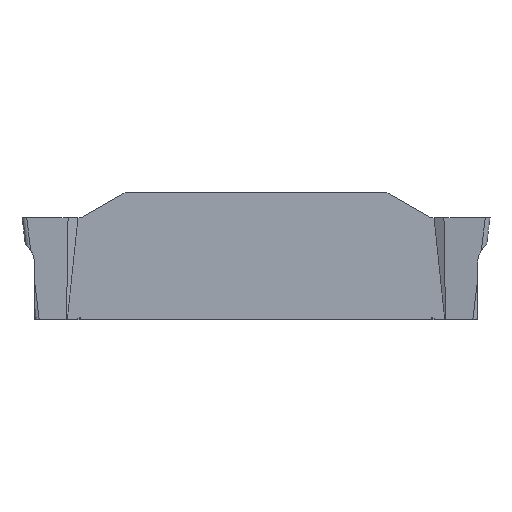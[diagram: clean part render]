
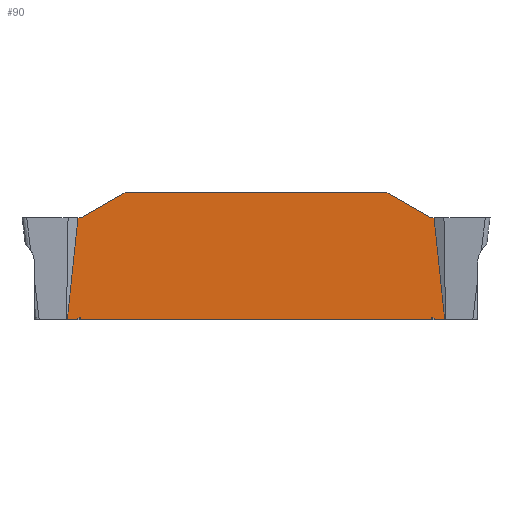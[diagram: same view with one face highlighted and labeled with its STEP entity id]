
A CAD part, left-side view. The second image highlights one B-rep face of the part: STEP entity #90.
In plain terms, the highlighted planar face has unit normal (-1, 0, 0).
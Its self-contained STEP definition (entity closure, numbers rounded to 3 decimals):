
#55=CIRCLE('',#827,0.25);
#56=CIRCLE('',#828,0.25);
#63=B_SPLINE_CURVE_WITH_KNOTS('',3,(#1219,#1220,#1221,#1222,#1223,#1224,
#1225,#1226,#1227,#1228,#1229,#1230,#1231,#1232,#1233,#1234,#1235,#1236,
#1237,#1238,#1239,#1240),.UNSPECIFIED.,.F.,.F.,(4,3,3,3,3,3,3,4),(0.,0.052,
0.105,0.152,0.212,0.322,
0.701,1.),.UNSPECIFIED.);
#64=B_SPLINE_CURVE_WITH_KNOTS('',3,(#1241,#1242,#1243,#1244,#1245,#1246,
#1247,#1248,#1249,#1250,#1251,#1252,#1253,#1254,#1255,#1256,#1257,#1258,
#1259,#1260,#1261,#1262,#1263,#1264,#1265,#1266,#1267,#1268),
 .UNSPECIFIED.,.F.,.F.,(4,3,3,3,3,3,3,3,3,4),(0.,0.305,0.497,
0.681,0.765,0.834,0.88,
0.927,0.983,1.),.UNSPECIFIED.);
#90=ADVANCED_FACE('SIDE_IB_1_SU5',(#154),#130,.F.);
#130=PLANE('',#829);
#154=FACE_OUTER_BOUND('',#194,.T.);
#194=EDGE_LOOP('',(#403,#404,#405,#406,#407,#408,#409,#410,#411,#412,#413,
#414,#415,#416,#417,#418));
#239=LINE('',#1061,#305);
#241=LINE('',#1069,#307);
#243=LINE('',#1077,#309);
#257=LINE('',#1217,#323);
#258=LINE('',#1270,#324);
#259=LINE('',#1271,#325);
#260=LINE('',#1273,#326);
#261=LINE('',#1277,#327);
#262=LINE('',#1279,#328);
#263=LINE('',#1281,#329);
#264=LINE('',#1285,#330);
#265=LINE('',#1287,#331);
#305=VECTOR('',#874,1.);
#307=VECTOR('',#876,1.);
#309=VECTOR('',#878,1.);
#323=VECTOR('',#898,1.);
#324=VECTOR('',#899,1.);
#325=VECTOR('',#900,1.);
#326=VECTOR('',#901,1.);
#327=VECTOR('',#904,1.);
#328=VECTOR('',#905,1.);
#329=VECTOR('',#906,1.);
#330=VECTOR('',#909,1.);
#331=VECTOR('',#910,1.);
#403=ORIENTED_EDGE('',*,*,#705,.T.);
#404=ORIENTED_EDGE('',*,*,#706,.T.);
#405=ORIENTED_EDGE('',*,*,#682,.F.);
#406=ORIENTED_EDGE('',*,*,#707,.T.);
#407=ORIENTED_EDGE('',*,*,#708,.T.);
#408=ORIENTED_EDGE('',*,*,#679,.F.);
#409=ORIENTED_EDGE('',*,*,#709,.T.);
#410=ORIENTED_EDGE('',*,*,#710,.F.);
#411=ORIENTED_EDGE('',*,*,#711,.F.);
#412=ORIENTED_EDGE('',*,*,#712,.F.);
#413=ORIENTED_EDGE('',*,*,#713,.F.);
#414=ORIENTED_EDGE('',*,*,#714,.F.);
#415=ORIENTED_EDGE('',*,*,#715,.F.);
#416=ORIENTED_EDGE('',*,*,#716,.F.);
#417=ORIENTED_EDGE('',*,*,#717,.T.);
#418=ORIENTED_EDGE('',*,*,#685,.F.);
#603=VERTEX_POINT('',#1060);
#604=VERTEX_POINT('',#1062);
#606=VERTEX_POINT('',#1068);
#607=VERTEX_POINT('',#1070);
#609=VERTEX_POINT('',#1076);
#610=VERTEX_POINT('',#1078);
#627=VERTEX_POINT('',#1218);
#628=VERTEX_POINT('',#1269);
#629=VERTEX_POINT('',#1272);
#630=VERTEX_POINT('',#1274);
#631=VERTEX_POINT('',#1276);
#632=VERTEX_POINT('',#1278);
#633=VERTEX_POINT('',#1280);
#634=VERTEX_POINT('',#1282);
#635=VERTEX_POINT('',#1284);
#636=VERTEX_POINT('',#1286);
#679=EDGE_CURVE('',#603,#604,#239,.T.);
#682=EDGE_CURVE('',#606,#607,#241,.T.);
#685=EDGE_CURVE('',#609,#610,#243,.T.);
#705=EDGE_CURVE('',#609,#627,#257,.T.);
#706=EDGE_CURVE('',#627,#607,#63,.T.);
#707=EDGE_CURVE('',#606,#628,#64,.T.);
#708=EDGE_CURVE('',#628,#604,#258,.T.);
#709=EDGE_CURVE('',#603,#629,#259,.T.);
#710=EDGE_CURVE('',#630,#629,#260,.T.);
#711=EDGE_CURVE('',#631,#630,#55,.T.);
#712=EDGE_CURVE('',#632,#631,#261,.T.);
#713=EDGE_CURVE('',#633,#632,#262,.T.);
#714=EDGE_CURVE('',#634,#633,#263,.T.);
#715=EDGE_CURVE('',#635,#634,#56,.T.);
#716=EDGE_CURVE('',#636,#635,#264,.T.);
#717=EDGE_CURVE('',#636,#610,#265,.T.);
#827=AXIS2_PLACEMENT_3D('',#1275,#902,#903);
#828=AXIS2_PLACEMENT_3D('',#1283,#907,#908);
#829=AXIS2_PLACEMENT_3D('',#1288,#911,#912);
#874=DIRECTION('',(0.,1.,0.));
#876=DIRECTION('',(0.,1.,0.));
#878=DIRECTION('',(0.,1.,0.));
#898=DIRECTION('',(0.,-0.769,0.64));
#899=DIRECTION('',(0.,-0.769,-0.64));
#900=DIRECTION('',(0.,0.104,0.995));
#901=DIRECTION('',(0.,-1.,0.));
#902=DIRECTION('',(-1.,0.,0.));
#903=DIRECTION('',(0.,0.,-1.));
#904=DIRECTION('',(0.,-0.866,-0.5));
#905=DIRECTION('',(0.,-1.,0.));
#906=DIRECTION('',(0.,-0.866,0.5));
#907=DIRECTION('',(-1.,0.,0.));
#908=DIRECTION('',(0.,0.,-1.));
#909=DIRECTION('',(0.,-1.,0.));
#910=DIRECTION('',(0.,0.104,-0.995));
#911=DIRECTION('',(1.,0.,0.));
#912=DIRECTION('',(0.,0.,-1.));
#1060=CARTESIAN_POINT('',(-1.,-8.392,-4.54));
#1061=CARTESIAN_POINT('',(-1.,0.,-4.54));
#1062=CARTESIAN_POINT('',(-1.,-7.983,-4.54));
#1068=CARTESIAN_POINT('',(-1.,-7.78,-4.54));
#1069=CARTESIAN_POINT('',(-1.,0.,-4.54));
#1070=CARTESIAN_POINT('',(-1.,7.78,-4.54));
#1076=CARTESIAN_POINT('',(-1.,7.983,-4.54));
#1077=CARTESIAN_POINT('',(-1.,0.,-4.54));
#1078=CARTESIAN_POINT('',(-1.,8.392,-4.54));
#1217=CARTESIAN_POINT('',(-1.,1.035,1.243));
#1218=CARTESIAN_POINT('',(-1.,7.862,-4.44));
#1219=CARTESIAN_POINT('',(-1.,7.862,-4.44));
#1220=CARTESIAN_POINT('',(-1.,7.86,-4.438));
#1221=CARTESIAN_POINT('',(-1.,7.858,-4.437));
#1222=CARTESIAN_POINT('',(-1.,7.856,-4.436));
#1223=CARTESIAN_POINT('',(-1.,7.853,-4.434));
#1224=CARTESIAN_POINT('',(-1.,7.851,-4.434));
#1225=CARTESIAN_POINT('',(-1.,7.848,-4.434));
#1226=CARTESIAN_POINT('',(-1.,7.846,-4.433));
#1227=CARTESIAN_POINT('',(-1.,7.843,-4.434));
#1228=CARTESIAN_POINT('',(-1.,7.841,-4.434));
#1229=CARTESIAN_POINT('',(-1.,7.838,-4.435));
#1230=CARTESIAN_POINT('',(-1.,7.836,-4.437));
#1231=CARTESIAN_POINT('',(-1.,7.833,-4.439));
#1232=CARTESIAN_POINT('',(-1.,7.829,-4.442));
#1233=CARTESIAN_POINT('',(-1.,7.825,-4.446));
#1234=CARTESIAN_POINT('',(-1.,7.822,-4.45));
#1235=CARTESIAN_POINT('',(-1.,7.81,-4.464));
#1236=CARTESIAN_POINT('',(-1.,7.803,-4.482));
#1237=CARTESIAN_POINT('',(-1.,7.796,-4.499));
#1238=CARTESIAN_POINT('',(-1.,7.79,-4.512));
#1239=CARTESIAN_POINT('',(-1.,7.785,-4.526));
#1240=CARTESIAN_POINT('',(-1.,7.78,-4.54));
#1241=CARTESIAN_POINT('',(-1.,-7.78,-4.54));
#1242=CARTESIAN_POINT('',(-1.,-7.785,-4.526));
#1243=CARTESIAN_POINT('',(-1.,-7.79,-4.512));
#1244=CARTESIAN_POINT('',(-1.,-7.796,-4.498));
#1245=CARTESIAN_POINT('',(-1.,-7.8,-4.489));
#1246=CARTESIAN_POINT('',(-1.,-7.803,-4.481));
#1247=CARTESIAN_POINT('',(-1.,-7.808,-4.472));
#1248=CARTESIAN_POINT('',(-1.,-7.812,-4.464));
#1249=CARTESIAN_POINT('',(-1.,-7.817,-4.456));
#1250=CARTESIAN_POINT('',(-1.,-7.822,-4.449));
#1251=CARTESIAN_POINT('',(-1.,-7.825,-4.446));
#1252=CARTESIAN_POINT('',(-1.,-7.828,-4.443));
#1253=CARTESIAN_POINT('',(-1.,-7.831,-4.44));
#1254=CARTESIAN_POINT('',(-1.,-7.833,-4.438));
#1255=CARTESIAN_POINT('',(-1.,-7.836,-4.436));
#1256=CARTESIAN_POINT('',(-1.,-7.84,-4.435));
#1257=CARTESIAN_POINT('',(-1.,-7.842,-4.434));
#1258=CARTESIAN_POINT('',(-1.,-7.844,-4.434));
#1259=CARTESIAN_POINT('',(-1.,-7.846,-4.434));
#1260=CARTESIAN_POINT('',(-1.,-7.848,-4.433));
#1261=CARTESIAN_POINT('',(-1.,-7.851,-4.434));
#1262=CARTESIAN_POINT('',(-1.,-7.853,-4.434));
#1263=CARTESIAN_POINT('',(-1.,-7.856,-4.435));
#1264=CARTESIAN_POINT('',(-1.,-7.858,-4.437));
#1265=CARTESIAN_POINT('',(-1.,-7.86,-4.438));
#1266=CARTESIAN_POINT('',(-1.,-7.861,-4.439));
#1267=CARTESIAN_POINT('',(-1.,-7.862,-4.439));
#1268=CARTESIAN_POINT('',(-1.,-7.862,-4.44));
#1269=CARTESIAN_POINT('',(-1.,-7.862,-4.44));
#1270=CARTESIAN_POINT('',(-1.,-1.035,1.243));
#1271=CARTESIAN_POINT('',(-1.,-7.831,0.821));
#1272=CARTESIAN_POINT('',(-1.,-7.917,0.));
#1273=CARTESIAN_POINT('',(-1.,0.,0.));
#1274=CARTESIAN_POINT('',(-1.,-7.822,0.));
#1275=CARTESIAN_POINT('',(-1.,-7.822,0.25));
#1276=CARTESIAN_POINT('',(-1.,-7.697,0.033));
#1277=CARTESIAN_POINT('',(-1.,-1.939,3.358));
#1278=CARTESIAN_POINT('',(-1.,-5.78,1.14));
#1279=CARTESIAN_POINT('',(-1.,0.,1.14));
#1280=CARTESIAN_POINT('',(-1.,5.78,1.14));
#1281=CARTESIAN_POINT('',(-1.,1.939,3.358));
#1282=CARTESIAN_POINT('',(-1.,7.697,0.033));
#1283=CARTESIAN_POINT('',(-1.,7.822,0.25));
#1284=CARTESIAN_POINT('',(-1.,7.822,0.));
#1285=CARTESIAN_POINT('',(-1.,0.,0.));
#1286=CARTESIAN_POINT('',(-1.,7.917,0.));
#1287=CARTESIAN_POINT('',(-1.,7.831,0.821));
#1288=CARTESIAN_POINT('',(-1.,0.,0.));
